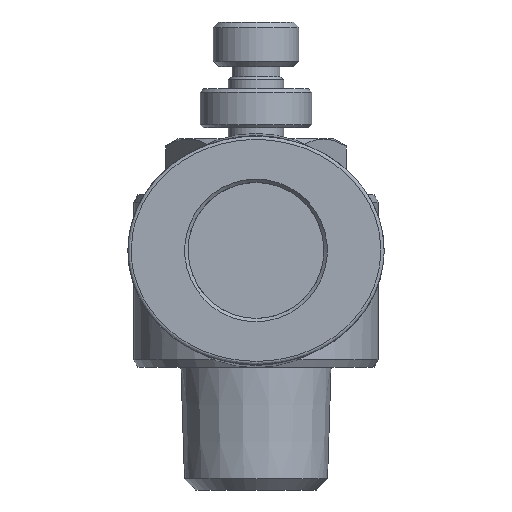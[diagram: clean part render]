
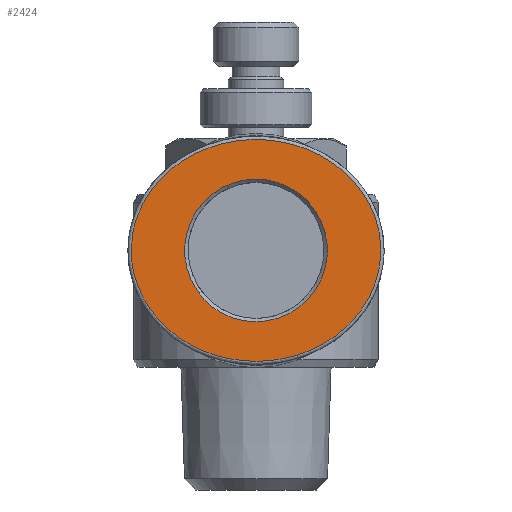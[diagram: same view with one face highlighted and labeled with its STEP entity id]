
A CAD part, front view. The second image highlights one B-rep face of the part: STEP entity #2424.
In plain terms, the highlighted planar face has unit normal (0, -1, 0).
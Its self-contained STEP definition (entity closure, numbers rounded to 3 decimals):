
#2226=CARTESIAN_POINT('',(-11.276,-23.486,0.5));
#2227=VERTEX_POINT('',#2226);
#2235=CARTESIAN_POINT('',(-11.276,-23.486,0.5));
#2236=CARTESIAN_POINT('',(-11.276,-23.486,1.396));
#2237=CARTESIAN_POINT('',(-11.136,-23.486,2.305));
#2238=CARTESIAN_POINT('',(-10.15,-23.486,5.454));
#2239=CARTESIAN_POINT('',(-8.518,-23.486,7.401));
#2240=CARTESIAN_POINT('',(-4.679,-23.486,9.777));
#2241=CARTESIAN_POINT('',(-2.583,-23.486,10.375));
#2242=CARTESIAN_POINT('',(1.474,-23.486,10.507));
#2243=CARTESIAN_POINT('',(3.461,-23.486,10.11));
#2244=CARTESIAN_POINT('',(6.698,-23.486,8.559));
#2245=CARTESIAN_POINT('',(8.009,-23.486,7.558));
#2246=CARTESIAN_POINT('',(9.791,-23.486,5.35));
#2247=CARTESIAN_POINT('',(10.375,-23.486,4.273));
#2248=CARTESIAN_POINT('',(10.992,-23.486,2.261));
#2249=CARTESIAN_POINT('',(11.125,-23.486,1.376));
#2250=CARTESIAN_POINT('',(11.123,-23.486,-0.391));
#2251=CARTESIAN_POINT('',(10.986,-23.486,-1.284));
#2252=CARTESIAN_POINT('',(10.309,-23.486,-3.479));
#2253=CARTESIAN_POINT('',(9.568,-23.486,-4.734));
#2254=CARTESIAN_POINT('',(7.298,-23.486,-7.215));
#2255=CARTESIAN_POINT('',(5.566,-23.486,-8.275));
#2256=CARTESIAN_POINT('',(1.76,-23.486,-9.483));
#2257=CARTESIAN_POINT('',(-0.313,-23.486,-9.61));
#2258=CARTESIAN_POINT('',(-4.672,-23.486,-8.824));
#2259=CARTESIAN_POINT('',(-6.915,-23.486,-7.703));
#2260=CARTESIAN_POINT('',(-9.42,-23.486,-5.103));
#2261=CARTESIAN_POINT('',(-10.1,-23.486,-4.091));
#2262=CARTESIAN_POINT('',(-11.029,-23.486,-1.887));
#2263=CARTESIAN_POINT('',(-11.276,-23.486,-0.692));
#2264=CARTESIAN_POINT('',(-11.276,-23.486,0.5));
#2265=B_SPLINE_CURVE_WITH_KNOTS('',3,(#2235,#2236,#2237,#2238,#2239,#2240,#2241,#2242,#2243,#2244,#2245,#2246,#2247,#2248,#2249,#2250,#2251,#2252,#2253,#2254,#2255,#2256,#2257,#2258,#2259,#2260,#2261,#2262,#2263,#2264),.UNSPECIFIED.,.T.,.U.,(4,2,2,2,2,2,2,2,2,2,2,2,2,2,4),(0.,0.256,0.935,1.532,2.09,2.547,2.891,3.142,3.393,3.794,4.35,4.923,5.603,5.943,6.283),.UNSPECIFIED.);
#2266=EDGE_CURVE('',#2227,#2227,#2265,.T.);
#2349=CARTESIAN_POINT('',(-11.576,-23.486,0.5));
#2350=DIRECTION('',(0.0,1.0,0.0));
#2351=DIRECTION('',(0.0,0.0,1.0));
#2352=AXIS2_PLACEMENT_3D('',#2349,#2350,#2351);
#2353=PLANE('',#2352);
#2354=ORIENTED_EDGE('',*,*,#2266,.F.);
#2355=EDGE_LOOP('',(#2354));
#2356=FACE_OUTER_BOUND('',#2355,.T.);
#2357=CARTESIAN_POINT('',(-0.076,-23.486,-5.9));
#2358=VERTEX_POINT('',#2357);
#2359=CARTESIAN_POINT('',(-0.076,-23.486,-5.9));
#2360=CARTESIAN_POINT('',(0.368,-23.486,-5.9));
#2361=CARTESIAN_POINT('',(0.812,-23.486,-5.854));
#2362=CARTESIAN_POINT('',(1.682,-23.486,-5.67));
#2363=CARTESIAN_POINT('',(2.107,-23.486,-5.533));
#2364=CARTESIAN_POINT('',(2.937,-23.486,-5.165));
#2365=CARTESIAN_POINT('',(3.34,-23.486,-4.932));
#2366=CARTESIAN_POINT('',(4.087,-23.486,-4.383));
#2367=CARTESIAN_POINT('',(4.431,-23.486,-4.067));
#2368=CARTESIAN_POINT('',(5.042,-23.486,-3.37));
#2369=CARTESIAN_POINT('',(5.31,-23.486,-2.988));
#2370=CARTESIAN_POINT('',(5.756,-23.486,-2.176));
#2371=CARTESIAN_POINT('',(5.935,-23.486,-1.745));
#2372=CARTESIAN_POINT('',(6.196,-23.486,-0.856));
#2373=CARTESIAN_POINT('',(6.278,-23.486,-0.397));
#2374=CARTESIAN_POINT('',(6.341,-23.486,0.528));
#2375=CARTESIAN_POINT('',(6.322,-23.486,0.994));
#2376=CARTESIAN_POINT('',(6.184,-23.486,1.911));
#2377=CARTESIAN_POINT('',(6.065,-23.486,2.362));
#2378=CARTESIAN_POINT('',(5.732,-23.486,3.227));
#2379=CARTESIAN_POINT('',(5.519,-23.486,3.642));
#2380=CARTESIAN_POINT('',(5.008,-23.486,4.415));
#2381=CARTESIAN_POINT('',(4.71,-23.486,4.774));
#2382=CARTESIAN_POINT('',(4.044,-23.486,5.419));
#2383=CARTESIAN_POINT('',(3.676,-23.486,5.705));
#2384=CARTESIAN_POINT('',(2.887,-23.486,6.192));
#2385=CARTESIAN_POINT('',(2.466,-23.486,6.392));
#2386=CARTESIAN_POINT('',(1.59,-23.486,6.697));
#2387=CARTESIAN_POINT('',(1.136,-23.486,6.801));
#2388=CARTESIAN_POINT('',(0.215,-23.486,6.91));
#2389=CARTESIAN_POINT('',(-0.251,-23.486,6.914));
#2390=CARTESIAN_POINT('',(-1.174,-23.486,6.822));
#2391=CARTESIAN_POINT('',(-1.63,-23.486,6.726));
#2392=CARTESIAN_POINT('',(-2.511,-23.486,6.437));
#2393=CARTESIAN_POINT('',(-2.935,-23.486,6.244));
#2394=CARTESIAN_POINT('',(-3.733,-23.486,5.772));
#2395=CARTESIAN_POINT('',(-4.107,-23.486,5.493));
#2396=CARTESIAN_POINT('',(-4.784,-23.486,4.86));
#2397=CARTESIAN_POINT('',(-5.088,-23.486,4.507));
#2398=CARTESIAN_POINT('',(-5.613,-23.486,3.743));
#2399=CARTESIAN_POINT('',(-5.834,-23.486,3.332));
#2400=CARTESIAN_POINT('',(-6.182,-23.486,2.473));
#2401=CARTESIAN_POINT('',(-6.309,-23.486,2.024));
#2402=CARTESIAN_POINT('',(-6.464,-23.486,1.11));
#2403=CARTESIAN_POINT('',(-6.491,-23.486,0.644));
#2404=CARTESIAN_POINT('',(-6.445,-23.486,-0.282));
#2405=CARTESIAN_POINT('',(-6.371,-23.486,-0.742));
#2406=CARTESIAN_POINT('',(-6.127,-23.486,-1.636));
#2407=CARTESIAN_POINT('',(-5.956,-23.486,-2.07));
#2408=CARTESIAN_POINT('',(-5.524,-23.486,-2.89));
#2409=CARTESIAN_POINT('',(-5.263,-23.486,-3.277));
#2410=CARTESIAN_POINT('',(-4.665,-23.486,-3.985));
#2411=CARTESIAN_POINT('',(-4.327,-23.486,-4.307));
#2412=CARTESIAN_POINT('',(-3.59,-23.486,-4.869));
#2413=CARTESIAN_POINT('',(-3.191,-23.486,-5.11));
#2414=CARTESIAN_POINT('',(-2.35,-23.486,-5.5));
#2415=CARTESIAN_POINT('',(-1.908,-23.486,-5.65));
#2416=CARTESIAN_POINT('',(-1.003,-23.486,-5.849));
#2417=CARTESIAN_POINT('',(-0.54,-23.486,-5.9));
#2418=CARTESIAN_POINT('',(-0.076,-23.486,-5.9));
#2419=B_SPLINE_CURVE_WITH_KNOTS('',3,(#2359,#2360,#2361,#2362,#2363,#2364,#2365,#2366,#2367,#2368,#2369,#2370,#2371,#2372,#2373,#2374,#2375,#2376,#2377,#2378,#2379,#2380,#2381,#2382,#2383,#2384,#2385,#2386,#2387,#2388,#2389,#2390,#2391,#2392,#2393,#2394,#2395,#2396,#2397,#2398,#2399,#2400,#2401,#2402,#2403,#2404,#2405,#2406,#2407,#2408,#2409,#2410,#2411,#2412,#2413,#2414,#2415,#2416,#2417,#2418),.UNSPECIFIED.,.T.,.U.,(4,2,2,2,2,2,2,2,2,2,2,2,2,2,2,2,2,2,2,2,2,2,2,2,2,2,2,2,2,4),(-3.142,-2.933,-2.725,-2.508,-2.291,-2.073,-1.856,-1.639,-1.421,-1.204,-0.987,-0.77,-0.552,-0.335,-0.118,0.1,0.317,0.534,0.751,0.969,1.186,1.403,1.621,1.838,2.055,2.272,2.49,2.707,2.924,3.142),.UNSPECIFIED.);
#2420=EDGE_CURVE('',#2358,#2358,#2419,.T.);
#2421=ORIENTED_EDGE('',*,*,#2420,.F.);
#2422=EDGE_LOOP('',(#2421));
#2423=FACE_BOUND('',#2422,.T.);
#2424=ADVANCED_FACE('',(#2356,#2423),#2353,.F.);
